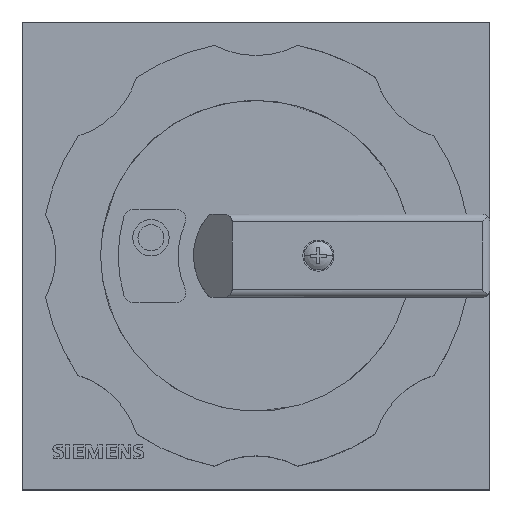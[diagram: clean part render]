
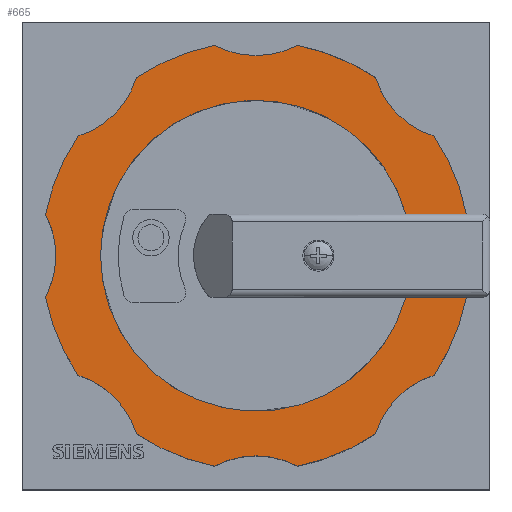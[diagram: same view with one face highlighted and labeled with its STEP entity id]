
A CAD part, top view. The second image highlights one B-rep face of the part: STEP entity #665.
In plain terms, the highlighted planar face has unit normal (0, 0, 1).
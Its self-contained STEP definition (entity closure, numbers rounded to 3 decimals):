
#665=ADVANCED_FACE('N 2245',(#1510),#1511,.T.);
#1510=FACE_OUTER_BOUND('',#2533,.T.);
#1511=PLANE('',#2534);
#2533=EDGE_LOOP('',(#4641,#4642,#4643,#4644,#4645,#4646,#4647,#4648,#4649,#4650,#4651,#4652,#4653,#4654,#4655,#4656,#4657,#4658,#4659,#4660,#4661,#4662,#4663,#4664,#4665,#4666));
#2534=AXIS2_PLACEMENT_3D('',#4667,#4668,#4669);
#4641=ORIENTED_EDGE('',*,*,#6790,.T.);
#4642=ORIENTED_EDGE('',*,*,#6651,.T.);
#4643=ORIENTED_EDGE('',*,*,#6986,.T.);
#4644=ORIENTED_EDGE('',*,*,#6881,.T.);
#4645=ORIENTED_EDGE('',*,*,#6888,.T.);
#4646=ORIENTED_EDGE('',*,*,#6987,.T.);
#4647=ORIENTED_EDGE('',*,*,#6663,.T.);
#4648=ORIENTED_EDGE('',*,*,#6988,.T.);
#4649=ORIENTED_EDGE('',*,*,#6989,.T.);
#4650=ORIENTED_EDGE('',*,*,#6670,.T.);
#4651=ORIENTED_EDGE('',*,*,#6990,.T.);
#4652=ORIENTED_EDGE('',*,*,#6983,.T.);
#4653=ORIENTED_EDGE('',*,*,#6675,.T.);
#4654=ORIENTED_EDGE('',*,*,#6981,.T.);
#4655=ORIENTED_EDGE('',*,*,#6964,.T.);
#4656=ORIENTED_EDGE('',*,*,#6680,.T.);
#4657=ORIENTED_EDGE('',*,*,#6961,.T.);
#4658=ORIENTED_EDGE('',*,*,#6958,.T.);
#4659=ORIENTED_EDGE('',*,*,#6687,.T.);
#4660=ORIENTED_EDGE('',*,*,#6956,.T.);
#4661=ORIENTED_EDGE('',*,*,#6947,.T.);
#4662=ORIENTED_EDGE('',*,*,#6692,.T.);
#4663=ORIENTED_EDGE('',*,*,#6940,.T.);
#4664=ORIENTED_EDGE('',*,*,#6937,.T.);
#4665=ORIENTED_EDGE('',*,*,#6697,.T.);
#4666=ORIENTED_EDGE('',*,*,#6991,.T.);
#4667=CARTESIAN_POINT('',(45.0,45.0,56.8));
#4668=DIRECTION('',(0.0,0.0,1.0));
#4669=DIRECTION('',(1.0,0.0,0.0));
#6651=EDGE_CURVE('N 6957',#8129,#8127,#8130,.T.);
#6663=EDGE_CURVE('N 6974',#8151,#8152,#8153,.T.);
#6670=EDGE_CURVE('N 6978',#8164,#8165,#8166,.T.);
#6675=EDGE_CURVE('N 6982',#8173,#8174,#8175,.T.);
#6680=EDGE_CURVE('N 6988',#8182,#8183,#8184,.T.);
#6687=EDGE_CURVE('N 6992',#8195,#8196,#8197,.T.);
#6692=EDGE_CURVE('N 6996',#8204,#8205,#8206,.T.);
#6697=EDGE_CURVE('N 7000',#8213,#8214,#8215,.T.);
#6790=EDGE_CURVE('N 7079',#8376,#8129,#8377,.T.);
#6881=EDGE_CURVE('N 7144',#8504,#8502,#8505,.T.);
#6888=EDGE_CURVE('N 7148',#8502,#8511,#8513,.T.);
#6937=EDGE_CURVE('N 7192',#8595,#8213,#8596,.T.);
#6940=EDGE_CURVE('N 7194',#8205,#8595,#8599,.T.);
#6947=EDGE_CURVE('N 7199',#8610,#8204,#8611,.T.);
#6956=EDGE_CURVE('N 7207',#8196,#8610,#8621,.T.);
#6958=EDGE_CURVE('N 7208',#8623,#8195,#8624,.T.);
#6961=EDGE_CURVE('N 7210',#8183,#8623,#8627,.T.);
#6964=EDGE_CURVE('N 7211',#8631,#8182,#8632,.T.);
#6981=EDGE_CURVE('N 7225',#8174,#8631,#8654,.T.);
#6983=EDGE_CURVE('N 7226',#8656,#8173,#8657,.T.);
#6986=EDGE_CURVE('N 7228',#8127,#8504,#8660,.T.);
#6987=EDGE_CURVE('N 7229',#8511,#8151,#8661,.T.);
#6988=EDGE_CURVE('N 7230',#8152,#8662,#8663,.T.);
#6989=EDGE_CURVE('N 7231',#8662,#8164,#8664,.T.);
#6990=EDGE_CURVE('N 7232',#8165,#8656,#8665,.T.);
#6991=EDGE_CURVE('N 7233',#8214,#8376,#8666,.T.);
#8127=VERTEX_POINT('',#10302);
#8129=VERTEX_POINT('',#10305);
#8130=CIRCLE('',#10306,29.9);
#8151=VERTEX_POINT('',#10349);
#8152=VERTEX_POINT('',#10350);
#8153=CIRCLE('',#10351,17.0);
#8164=VERTEX_POINT('',#10370);
#8165=VERTEX_POINT('',#10371);
#8166=CIRCLE('',#10372,17.0);
#8173=VERTEX_POINT('',#10381);
#8174=VERTEX_POINT('',#10382);
#8175=CIRCLE('',#10383,17.0);
#8182=VERTEX_POINT('',#10392);
#8183=VERTEX_POINT('',#10393);
#8184=CIRCLE('',#10394,17.0);
#8195=VERTEX_POINT('',#10413);
#8196=VERTEX_POINT('',#10414);
#8197=CIRCLE('',#10415,17.0);
#8204=VERTEX_POINT('',#10424);
#8205=VERTEX_POINT('',#10425);
#8206=CIRCLE('',#10426,17.0);
#8213=VERTEX_POINT('',#10435);
#8214=VERTEX_POINT('',#10436);
#8215=CIRCLE('',#10437,17.0);
#8376=VERTEX_POINT('',#10673);
#8377=LINE('',#10674,#10675);
#8502=VERTEX_POINT('',#10840);
#8504=VERTEX_POINT('',#10843);
#8505=LINE('',#10844,#10845);
#8511=VERTEX_POINT('',#10853);
#8513=CIRCLE('',#10856,41.25);
#8595=VERTEX_POINT('',#10991);
#8596=CIRCLE('',#10992,17.0);
#8599=CIRCLE('',#10996,41.25);
#8610=VERTEX_POINT('',#11018);
#8611=CIRCLE('',#11019,17.0);
#8621=CIRCLE('',#11032,41.25);
#8623=VERTEX_POINT('',#11034);
#8624=CIRCLE('',#11035,17.0);
#8627=CIRCLE('',#11039,41.25);
#8631=VERTEX_POINT('',#11048);
#8632=CIRCLE('',#11049,17.0);
#8654=CIRCLE('',#11077,41.25);
#8656=VERTEX_POINT('',#11079);
#8657=CIRCLE('',#11080,17.0);
#8660=CIRCLE('',#11084,29.9);
#8661=CIRCLE('',#11085,17.0);
#8662=VERTEX_POINT('',#11086);
#8663=CIRCLE('',#11087,41.25);
#8664=CIRCLE('',#11088,17.0);
#8665=CIRCLE('',#11089,41.25);
#8666=CIRCLE('',#11090,41.25);
#10302=CARTESIAN_POINT('',(15.1,45.0,56.8));
#10305=CARTESIAN_POINT('',(73.81,37.0,56.8));
#10306=AXIS2_PLACEMENT_3D('',#12626,#12627,#12628);
#10349=CARTESIAN_POINT('',(72.224,72.224,56.8));
#10350=CARTESIAN_POINT('',(67.996,79.245,56.8));
#10351=AXIS2_PLACEMENT_3D('',#12639,#12640,#12641);
#10370=CARTESIAN_POINT('',(45.0,83.5,56.8));
#10371=CARTESIAN_POINT('',(37.046,85.476,56.8));
#10372=AXIS2_PLACEMENT_3D('',#12648,#12649,#12650);
#10381=CARTESIAN_POINT('',(17.776,72.224,56.8));
#10382=CARTESIAN_POINT('',(10.755,67.996,56.8));
#10383=AXIS2_PLACEMENT_3D('',#12656,#12657,#12658);
#10392=CARTESIAN_POINT('',(6.5,45.0,56.8));
#10393=CARTESIAN_POINT('',(4.524,37.046,56.8));
#10394=AXIS2_PLACEMENT_3D('',#12664,#12665,#12666);
#10413=CARTESIAN_POINT('',(17.776,17.776,56.8));
#10414=CARTESIAN_POINT('',(22.004,10.755,56.8));
#10415=AXIS2_PLACEMENT_3D('',#12673,#12674,#12675);
#10424=CARTESIAN_POINT('',(45.0,6.5,56.8));
#10425=CARTESIAN_POINT('',(52.954,4.524,56.8));
#10426=AXIS2_PLACEMENT_3D('',#12681,#12682,#12683);
#10435=CARTESIAN_POINT('',(72.224,17.776,56.8));
#10436=CARTESIAN_POINT('',(79.245,22.004,56.8));
#10437=AXIS2_PLACEMENT_3D('',#12689,#12690,#12691);
#10673=CARTESIAN_POINT('',(85.467,37.0,56.8));
#10674=CARTESIAN_POINT('',(66.75,37.0,56.8));
#10675=VECTOR('',#12838,1.0);
#10840=CARTESIAN_POINT('',(85.467,53.0,56.8));
#10843=CARTESIAN_POINT('',(73.81,53.0,56.8));
#10844=CARTESIAN_POINT('',(40.877,53.0,56.8));
#10845=VECTOR('',#12949,1.0);
#10853=CARTESIAN_POINT('',(79.245,67.996,56.8));
#10856=AXIS2_PLACEMENT_3D('',#12953,#12954,#12955);
#10991=CARTESIAN_POINT('',(67.996,10.755,56.8));
#10992=AXIS2_PLACEMENT_3D('',#13032,#13033,#13034);
#10996=AXIS2_PLACEMENT_3D('',#13036,#13037,#13038);
#11018=CARTESIAN_POINT('',(37.046,4.524,56.8));
#11019=AXIS2_PLACEMENT_3D('',#13047,#13048,#13049);
#11032=AXIS2_PLACEMENT_3D('',#13062,#13063,#13064);
#11034=CARTESIAN_POINT('',(10.755,22.004,56.8));
#11035=AXIS2_PLACEMENT_3D('',#13065,#13066,#13067);
#11039=AXIS2_PLACEMENT_3D('',#13069,#13070,#13071);
#11048=CARTESIAN_POINT('',(4.524,52.954,56.8));
#11049=AXIS2_PLACEMENT_3D('',#13072,#13073,#13074);
#11077=AXIS2_PLACEMENT_3D('',#13099,#13100,#13101);
#11079=CARTESIAN_POINT('',(22.004,79.245,56.8));
#11080=AXIS2_PLACEMENT_3D('',#13102,#13103,#13104);
#11084=AXIS2_PLACEMENT_3D('',#13106,#13107,#13108);
#11085=AXIS2_PLACEMENT_3D('',#13109,#13110,#13111);
#11086=CARTESIAN_POINT('',(52.954,85.476,56.8));
#11087=AXIS2_PLACEMENT_3D('',#13112,#13113,#13114);
#11088=AXIS2_PLACEMENT_3D('',#13115,#13116,#13117);
#11089=AXIS2_PLACEMENT_3D('',#13118,#13119,#13120);
#11090=AXIS2_PLACEMENT_3D('',#13121,#13122,#13123);
#12626=CARTESIAN_POINT('',(45.0,45.0,56.8));
#12627=DIRECTION('',(0.0,0.0,-1.0));
#12628=DIRECTION('',(1.0,0.0,0.0));
#12639=CARTESIAN_POINT('',(84.244,84.244,56.8));
#12640=DIRECTION('',(0.0,0.0,-1.0));
#12641=DIRECTION('',(0.707,0.707,0.0));
#12648=CARTESIAN_POINT('',(45.0,100.5,56.8));
#12649=DIRECTION('',(0.0,0.0,-1.0));
#12650=DIRECTION('',(0.0,1.0,0.0));
#12656=CARTESIAN_POINT('',(5.756,84.244,56.8));
#12657=DIRECTION('',(0.0,0.0,-1.0));
#12658=DIRECTION('',(-0.707,0.707,0.0));
#12664=CARTESIAN_POINT('',(-10.5,45.0,56.8));
#12665=DIRECTION('',(0.0,0.0,-1.0));
#12666=DIRECTION('',(-1.0,0.0,0.0));
#12673=CARTESIAN_POINT('',(5.756,5.756,56.8));
#12674=DIRECTION('',(-0.0,0.0,-1.0));
#12675=DIRECTION('',(-0.707,-0.707,0.0));
#12681=CARTESIAN_POINT('',(45.0,-10.5,56.8));
#12682=DIRECTION('',(0.0,0.0,-1.0));
#12683=DIRECTION('',(0.0,-1.0,0.0));
#12689=CARTESIAN_POINT('',(84.244,5.756,56.8));
#12690=DIRECTION('',(0.0,0.0,-1.0));
#12691=DIRECTION('',(0.707,-0.707,0.0));
#12838=DIRECTION('',(-1.0,0.0,0.0));
#12949=DIRECTION('',(1.0,0.0,0.0));
#12953=CARTESIAN_POINT('',(45.0,45.0,56.8));
#12954=DIRECTION('',(0.0,0.0,1.0));
#12955=DIRECTION('',(1.0,0.0,0.0));
#13032=CARTESIAN_POINT('',(84.244,5.756,56.8));
#13033=DIRECTION('',(0.0,0.0,-1.0));
#13034=DIRECTION('',(0.707,-0.707,0.0));
#13036=CARTESIAN_POINT('',(45.0,45.0,56.8));
#13037=DIRECTION('',(0.0,0.0,1.0));
#13038=DIRECTION('',(1.0,0.0,0.0));
#13047=CARTESIAN_POINT('',(45.0,-10.5,56.8));
#13048=DIRECTION('',(0.0,0.0,-1.0));
#13049=DIRECTION('',(0.0,-1.0,0.0));
#13062=CARTESIAN_POINT('',(45.0,45.0,56.8));
#13063=DIRECTION('',(0.0,0.0,1.0));
#13064=DIRECTION('',(1.0,0.0,0.0));
#13065=CARTESIAN_POINT('',(5.756,5.756,56.8));
#13066=DIRECTION('',(-0.0,0.0,-1.0));
#13067=DIRECTION('',(-0.707,-0.707,0.0));
#13069=CARTESIAN_POINT('',(45.0,45.0,56.8));
#13070=DIRECTION('',(0.0,0.0,1.0));
#13071=DIRECTION('',(1.0,0.0,0.0));
#13072=CARTESIAN_POINT('',(-10.5,45.0,56.8));
#13073=DIRECTION('',(0.0,0.0,-1.0));
#13074=DIRECTION('',(-1.0,0.0,0.0));
#13099=CARTESIAN_POINT('',(45.0,45.0,56.8));
#13100=DIRECTION('',(0.0,0.0,1.0));
#13101=DIRECTION('',(1.0,0.0,0.0));
#13102=CARTESIAN_POINT('',(5.756,84.244,56.8));
#13103=DIRECTION('',(0.0,0.0,-1.0));
#13104=DIRECTION('',(-0.707,0.707,0.0));
#13106=CARTESIAN_POINT('',(45.0,45.0,56.8));
#13107=DIRECTION('',(0.0,0.0,-1.0));
#13108=DIRECTION('',(1.0,0.0,0.0));
#13109=CARTESIAN_POINT('',(84.244,84.244,56.8));
#13110=DIRECTION('',(0.0,0.0,-1.0));
#13111=DIRECTION('',(0.707,0.707,0.0));
#13112=CARTESIAN_POINT('',(45.0,45.0,56.8));
#13113=DIRECTION('',(0.0,0.0,1.0));
#13114=DIRECTION('',(1.0,0.0,0.0));
#13115=CARTESIAN_POINT('',(45.0,100.5,56.8));
#13116=DIRECTION('',(0.0,0.0,-1.0));
#13117=DIRECTION('',(0.0,1.0,0.0));
#13118=CARTESIAN_POINT('',(45.0,45.0,56.8));
#13119=DIRECTION('',(0.0,0.0,1.0));
#13120=DIRECTION('',(1.0,0.0,0.0));
#13121=CARTESIAN_POINT('',(45.0,45.0,56.8));
#13122=DIRECTION('',(0.0,0.0,1.0));
#13123=DIRECTION('',(1.0,0.0,0.0));
